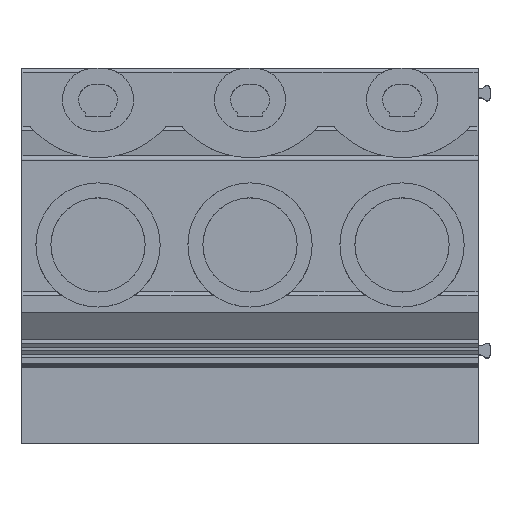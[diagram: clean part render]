
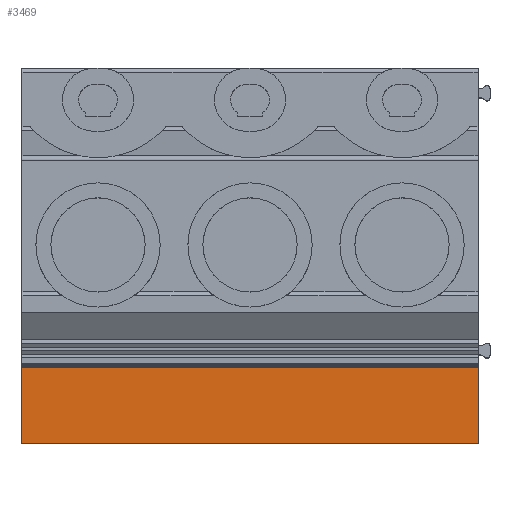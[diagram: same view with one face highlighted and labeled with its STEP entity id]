
A CAD part, top view. The second image highlights one B-rep face of the part: STEP entity #3469.
In plain terms, the highlighted planar face has unit normal (0, 0, 1).
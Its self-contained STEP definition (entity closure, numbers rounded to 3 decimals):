
#3456=AXIS2_PLACEMENT_3D('Plane Axis2P3D',#3453,#3454,#3455) ;
#1433=CARTESIAN_POINT('Vertex',(0.,0.,21.5)) ;
#1436=CARTESIAN_POINT('Line Origine',(0.,3.036,21.5)) ;
#1440=CARTESIAN_POINT('Vertex',(0.,6.072,21.5)) ;
#2727=CARTESIAN_POINT('Vertex',(30.48,6.072,21.5)) ;
#2730=CARTESIAN_POINT('Line Origine',(30.48,3.036,21.5)) ;
#2734=CARTESIAN_POINT('Vertex',(30.48,0.,21.5)) ;
#3339=CARTESIAN_POINT('Line Origine',(15.24,0.,21.5)) ;
#3453=CARTESIAN_POINT('Axis2P3D Location',(0.,6.072,21.5)) ;
#3458=CARTESIAN_POINT('Line Origine',(15.24,6.072,21.5)) ;
#1437=DIRECTION('Vector Direction',(0.,-1.,0.)) ;
#2731=DIRECTION('Vector Direction',(0.,-1.,0.)) ;
#3340=DIRECTION('Vector Direction',(1.,0.,0.)) ;
#3454=DIRECTION('Axis2P3D Direction',(0.,0.,1.)) ;
#3455=DIRECTION('Axis2P3D XDirection',(0.,-1.,0.)) ;
#3459=DIRECTION('Vector Direction',(1.,0.,0.)) ;
#1438=VECTOR('Line Direction',#1437,1.) ;
#2732=VECTOR('Line Direction',#2731,1.) ;
#3341=VECTOR('Line Direction',#3340,1.) ;
#3460=VECTOR('Line Direction',#3459,1.) ;
#3464=ORIENTED_EDGE('',*,*,#2736,.T.) ;
#3465=ORIENTED_EDGE('',*,*,#3462,.F.) ;
#3466=ORIENTED_EDGE('',*,*,#1442,.F.) ;
#3467=ORIENTED_EDGE('',*,*,#3343,.T.) ;
#3469=ADVANCED_FACE('_LUP 10.16/03/90V 5.0SN BK BX 2012890000',(#3468),#3457,.T.) ;
#1442=EDGE_CURVE('',#1434,#1441,#1439,.F.) ;
#2736=EDGE_CURVE('',#2735,#2728,#2733,.F.) ;
#3343=EDGE_CURVE('',#1434,#2735,#3342,.T.) ;
#3462=EDGE_CURVE('',#1441,#2728,#3461,.T.) ;
#3463=EDGE_LOOP('',(#3464,#3465,#3466,#3467)) ;
#3468=FACE_OUTER_BOUND('',#3463,.T.) ;
#1439=LINE('Line',#1436,#1438) ;
#2733=LINE('Line',#2730,#2732) ;
#3342=LINE('Line',#3339,#3341) ;
#3461=LINE('Line',#3458,#3460) ;
#3457=PLANE('',#3456) ;
#1434=VERTEX_POINT('',#1433) ;
#1441=VERTEX_POINT('',#1440) ;
#2728=VERTEX_POINT('',#2727) ;
#2735=VERTEX_POINT('',#2734) ;
